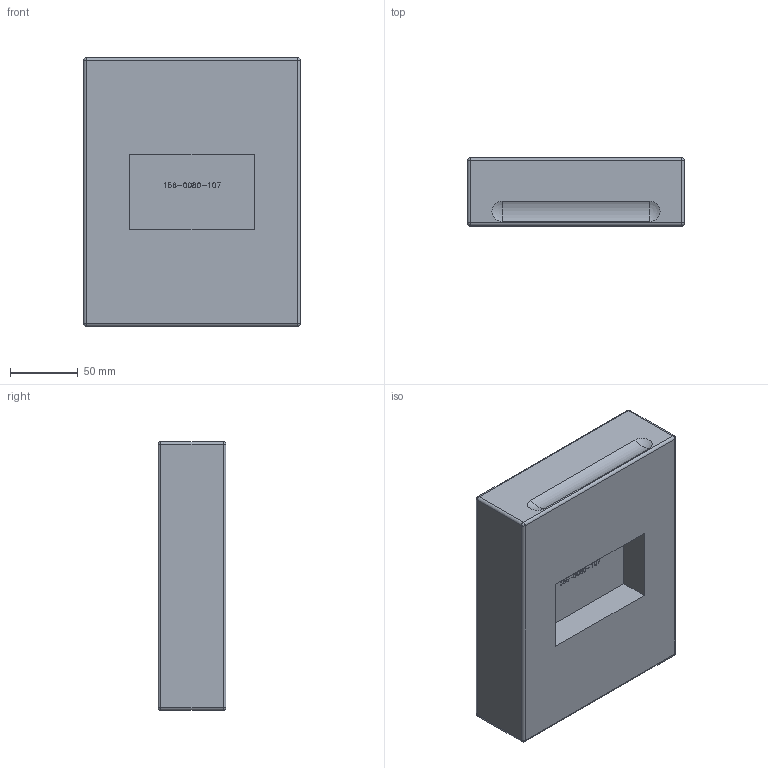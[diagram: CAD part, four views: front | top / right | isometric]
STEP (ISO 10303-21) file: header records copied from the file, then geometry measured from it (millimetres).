
FILE_DESCRIPTION((''),'2;1');
FILE_NAME('5MJ1550-20-50.stp','2014-05-01T15:48:50',('Dayne Stauffer'),(''),'Autodesk Inventor 2013','Autodesk Inventor 2013','');
FILE_SCHEMA(('AUTOMOTIVE_DESIGN { 1 0 10303 214 1 1 1 1 }'));
Length unit declared in the file: millimetre
Products named in the file (1): 5MJ1550-20-50
Bounding box: 160 x 50 x 198 mm (x, y, z)
Volume: 1469870.5 mm3; surface area: 104147.8 mm2
Topology: 1 solids, 1 shells, 354 faces, 982 edges, 640 vertices
Faces by surface type: plane 328, cylinder 14, sphere 12
Entity records: 11344 total; most frequent: CARTESIAN_POINT 1957, ORIENTED_EDGE 1932, DIRECTION 1708, EDGE_CURVE 966, VECTOR 934, LINE 934, VERTEX_POINT 636, AXIS2_PLACEMENT_3D 387
